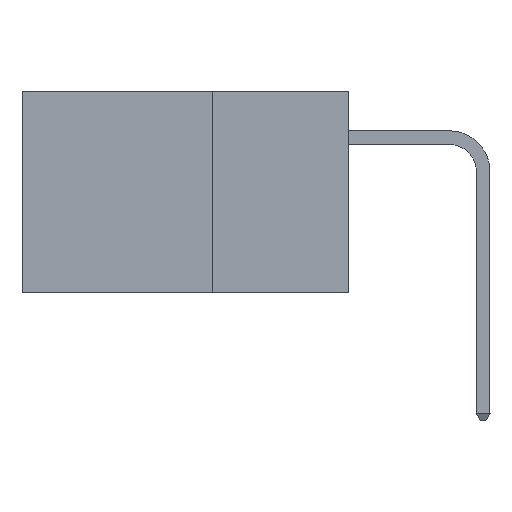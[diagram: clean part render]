
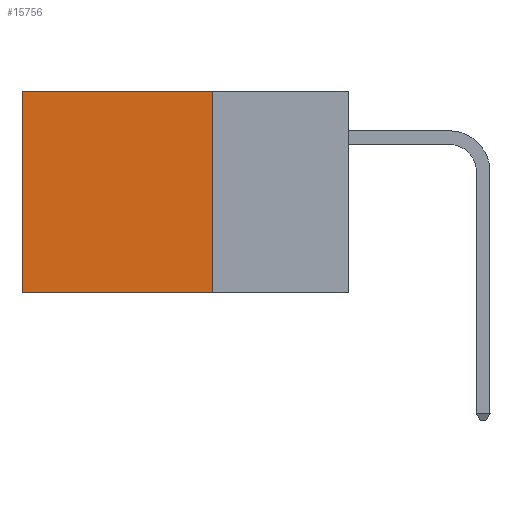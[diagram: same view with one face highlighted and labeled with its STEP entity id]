
A CAD part, left-side view. The second image highlights one B-rep face of the part: STEP entity #15756.
In plain terms, the highlighted planar face has unit normal (-1, 0, 0).
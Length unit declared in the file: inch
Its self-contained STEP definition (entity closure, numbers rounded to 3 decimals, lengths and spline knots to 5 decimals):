
#315 = CARTESIAN_POINT ( 'NONE',  ( 0.2875, 0.25, 0. ) ) ;
#888 = LINE ( 'NONE', #31717, #6635 ) ;
#1566 = AXIS2_PLACEMENT_3D ( 'NONE', #2420, #32593, #12546 ) ;
#1947 = LINE ( 'NONE', #32992, #33785 ) ;
#2159 = DIRECTION ( 'NONE',  ( 0., 0., -1. ) ) ;
#2356 = CARTESIAN_POINT ( 'NONE',  ( 0.2875, 0.6, 0. ) ) ;
#2420 = CARTESIAN_POINT ( 'NONE',  ( 0.2875, 0.25, 0. ) ) ;
#2617 = VERTEX_POINT ( 'NONE', #2356 ) ;
#2710 = DIRECTION ( 'NONE',  ( 0., 0., -1. ) ) ;
#3381 = CARTESIAN_POINT ( 'NONE',  ( 0.2875, 0.25, 0. ) ) ;
#6459 = VECTOR ( 'NONE', #2710, 39.37008 ) ;
#6635 = VECTOR ( 'NONE', #14613, 39.37008 ) ;
#6821 = VECTOR ( 'NONE', #20080, 39.37008 ) ;
#7741 = ORIENTED_EDGE ( 'NONE', *, *, #18548, .F. ) ;
#10626 = EDGE_CURVE ( 'NONE', #2617, #42005, #1947, .T. ) ;
#12546 = DIRECTION ( 'NONE',  ( 0., 0., -1. ) ) ;
#12798 = EDGE_LOOP ( 'NONE', ( #24697, #23724, #7741, #20174 ) ) ;
#14613 = DIRECTION ( 'NONE',  ( 0., 1., 0. ) ) ;
#15756 = ADVANCED_FACE ( 'NONE', ( #33031 ), #39794, .F. ) ;
#16434 = CARTESIAN_POINT ( 'NONE',  ( 0.2875, 0.25, -0.37 ) ) ;
#18548 = EDGE_CURVE ( 'NONE', #19619, #28013, #36918, .T. ) ;
#19619 = VERTEX_POINT ( 'NONE', #315 ) ;
#20080 = DIRECTION ( 'NONE',  ( 0., 1., 0. ) ) ;
#20174 = ORIENTED_EDGE ( 'NONE', *, *, #39697, .T. ) ;
#23676 = CARTESIAN_POINT ( 'NONE',  ( 0.2875, 0.25, 0. ) ) ;
#23724 = ORIENTED_EDGE ( 'NONE', *, *, #34348, .F. ) ;
#24017 = CARTESIAN_POINT ( 'NONE',  ( 0.2875, 0.6, -0.37 ) ) ;
#24697 = ORIENTED_EDGE ( 'NONE', *, *, #10626, .T. ) ;
#28013 = VERTEX_POINT ( 'NONE', #16434 ) ;
#30643 = LINE ( 'NONE', #23676, #6821 ) ;
#31717 = CARTESIAN_POINT ( 'NONE',  ( 0.2875, 0.25, -0.37 ) ) ;
#32593 = DIRECTION ( 'NONE',  ( 1., 0., 0. ) ) ;
#32992 = CARTESIAN_POINT ( 'NONE',  ( 0.2875, 0.6, 0. ) ) ;
#33031 = FACE_OUTER_BOUND ( 'NONE', #12798, .T. ) ;
#33785 = VECTOR ( 'NONE', #2159, 39.37008 ) ;
#34348 = EDGE_CURVE ( 'NONE', #28013, #42005, #888, .T. ) ;
#36918 = LINE ( 'NONE', #3381, #6459 ) ;
#39697 = EDGE_CURVE ( 'NONE', #19619, #2617, #30643, .T. ) ;
#39794 = PLANE ( 'NONE',  #1566 ) ;
#42005 = VERTEX_POINT ( 'NONE', #24017 ) ;
